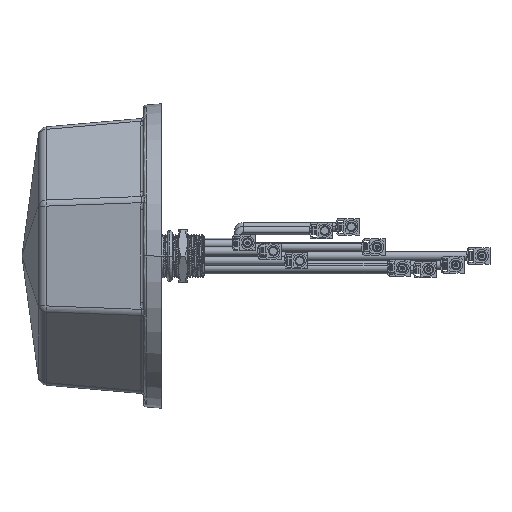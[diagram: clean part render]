
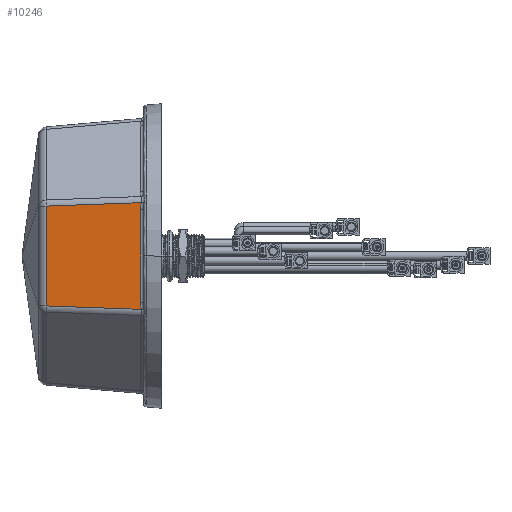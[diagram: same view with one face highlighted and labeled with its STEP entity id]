
A CAD part, left-side view. The second image highlights one B-rep face of the part: STEP entity #10246.
In plain terms, the highlighted planar face has unit normal (-0.996, 0.087, 0).
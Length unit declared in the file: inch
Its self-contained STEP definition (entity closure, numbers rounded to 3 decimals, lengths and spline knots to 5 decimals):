
#725 = CARTESIAN_POINT ( 'NONE',  ( -3.10921, 0.46434, -1.10925 ) ) ;
#1153 = CARTESIAN_POINT ( 'NONE',  ( -3.1091, 0.46562, -1.06804 ) ) ;
#2679 = EDGE_CURVE ( 'NONE', #33227, #26809, #9006, .T. ) ;
#2921 = LINE ( 'NONE', #16675, #40899 ) ;
#4231 = CARTESIAN_POINT ( 'NONE',  ( -3.10933, 0.46301, 1.13264 ) ) ;
#4959 = CARTESIAN_POINT ( 'NONE',  ( -3.10931, 0.46317, -1.13013 ) ) ;
#5608 = DIRECTION ( 'NONE',  ( 0., 0., -1. ) ) ;
#5834 = DIRECTION ( 'NONE',  ( -0.087, -0.996, -0.036 ) ) ;
#6479 = VECTOR ( 'NONE', #6955, 39.37008 ) ;
#6686 = ORIENTED_EDGE ( 'NONE', *, *, #23551, .T. ) ;
#6955 = DIRECTION ( 'NONE',  ( 0., 0., 1. ) ) ;
#7599 = CARTESIAN_POINT ( 'NONE',  ( -3.1091, 0.46562, 1.05094 ) ) ;
#7663 = VERTEX_POINT ( 'NONE', #20975 ) ;
#7682 = CARTESIAN_POINT ( 'NONE',  ( -3.1091, 0.46562, -1.05094 ) ) ;
#8530 = EDGE_CURVE ( 'NONE', #17342, #7663, #2921, .T. ) ;
#9006 = LINE ( 'NONE', #36947, #34356 ) ;
#9211 = CARTESIAN_POINT ( 'NONE',  ( -3.1091, 0.46562, 1.05094 ) ) ;
#10246 = ADVANCED_FACE ( 'NONE', ( #26181 ), #32300, .F. ) ;
#11205 = CARTESIAN_POINT ( 'NONE',  ( -3.10974, 0.45831, 1.1838 ) ) ;
#11380 = CARTESIAN_POINT ( 'NONE',  ( -3.11002, 0.45504, 1.20698 ) ) ;
#11954 = EDGE_CURVE ( 'NONE', #33487, #17342, #14321, .T. ) ;
#12076 = CARTESIAN_POINT ( 'NONE',  ( -2.92351, 2.59901, -1.12972 ) ) ;
#12335 = ORIENTED_EDGE ( 'NONE', *, *, #2679, .T. ) ;
#13703 = CARTESIAN_POINT ( 'NONE',  ( -3.10935, 0.46279, 1.13582 ) ) ;
#13924 = CARTESIAN_POINT ( 'NONE',  ( -3.10955, 0.46039, 1.16441 ) ) ;
#14126 = CARTESIAN_POINT ( 'NONE',  ( -3.11002, 0.45504, -1.20698 ) ) ;
#14321 = B_SPLINE_CURVE_WITH_KNOTS ( 'NONE', 3,
 ( #14614, #14386, #11205, #13924, #21590, #31134, #41856, #13703, #4231, #28165, #21362, #20690, #20923, #35358, #17995, #7599 ),
 .UNSPECIFIED., .F., .F.,
 ( 4, 2, 2, 1, 1, 1, 1, 2, 2, 4 ),
 ( 0., 0.25, 0.375, 0.4375, 0.46875, 0.48438, 0.49219, 0.49609, 0.5, 1. ),
 .UNSPECIFIED. ) ;
#14337 = ORIENTED_EDGE ( 'NONE', *, *, #24770, .F. ) ;
#14386 = CARTESIAN_POINT ( 'NONE',  ( -3.10987, 0.45674, 1.19584 ) ) ;
#14470 = CARTESIAN_POINT ( 'NONE',  ( -3.10973, 0.4584, -1.18496 ) ) ;
#14614 = CARTESIAN_POINT ( 'NONE',  ( -3.11002, 0.45504, 1.20698 ) ) ;
#15388 = CARTESIAN_POINT ( 'NONE',  ( -3.14961, 0., 1.5748 ) ) ;
#16675 = CARTESIAN_POINT ( 'NONE',  ( -3.1091, 0.46562, 1.05094 ) ) ;
#17342 = VERTEX_POINT ( 'NONE', #9211 ) ;
#17857 = CARTESIAN_POINT ( 'NONE',  ( -3.10913, 0.4653, -1.08323 ) ) ;
#17995 = CARTESIAN_POINT ( 'NONE',  ( -3.1091, 0.46562, 1.08465 ) ) ;
#18318 = CARTESIAN_POINT ( 'NONE',  ( -2.98568, 1.88435, 1.15548 ) ) ;
#18326 = ORIENTED_EDGE ( 'NONE', *, *, #25157, .F. ) ;
#18488 = CARTESIAN_POINT ( 'NONE',  ( -3.10919, 0.46461, -1.10311 ) ) ;
#18743 = DIRECTION ( 'NONE',  ( 0., 0., -1. ) ) ;
#20690 = CARTESIAN_POINT ( 'NONE',  ( -3.10931, 0.46319, 1.1299 ) ) ;
#20923 = CARTESIAN_POINT ( 'NONE',  ( -3.10931, 0.46321, 1.12958 ) ) ;
#20975 = CARTESIAN_POINT ( 'NONE',  ( -3.1091, 0.46562, -1.05094 ) ) ;
#21217 = CARTESIAN_POINT ( 'NONE',  ( -3.10931, 0.46319, -1.12983 ) ) ;
#21350 = VERTEX_POINT ( 'NONE', #35381 ) ;
#21362 = CARTESIAN_POINT ( 'NONE',  ( -3.10931, 0.46316, 1.13036 ) ) ;
#21590 = CARTESIAN_POINT ( 'NONE',  ( -3.1095, 0.46103, 1.15773 ) ) ;
#21885 = CARTESIAN_POINT ( 'NONE',  ( -3.10925, 0.46391, -1.11773 ) ) ;
#22113 = CARTESIAN_POINT ( 'NONE',  ( -3.11002, 0.45504, -1.20698 ) ) ;
#22943 = EDGE_LOOP ( 'NONE', ( #6686, #18326, #12335, #14337, #42142, #35081 ) ) ;
#23551 = EDGE_CURVE ( 'NONE', #33487, #21350, #33216, .T. ) ;
#24770 = EDGE_CURVE ( 'NONE', #7663, #26809, #28821, .T. ) ;
#25157 = EDGE_CURVE ( 'NONE', #33227, #21350, #31158, .T. ) ;
#25279 = CARTESIAN_POINT ( 'NONE',  ( -3.1093, 0.46329, -1.12834 ) ) ;
#25488 = CARTESIAN_POINT ( 'NONE',  ( -3.10931, 0.46322, -1.12939 ) ) ;
#26181 = FACE_OUTER_BOUND ( 'NONE', #22943, .T. ) ;
#26809 = VERTEX_POINT ( 'NONE', #14126 ) ;
#27718 = CARTESIAN_POINT ( 'NONE',  ( -2.92351, 2.59901, -1.12972 ) ) ;
#28165 = CARTESIAN_POINT ( 'NONE',  ( -3.10932, 0.46311, 1.13104 ) ) ;
#28376 = AXIS2_PLACEMENT_3D ( 'NONE', #15388, #28925, #18743 ) ;
#28821 = B_SPLINE_CURVE_WITH_KNOTS ( 'NONE', 3,
 ( #7682, #1153, #17857, #18488, #725, #21885, #35630, #35436, #25279, #25488, #21217, #4959, #31635, #39215, #14470, #22113 ),
 .UNSPECIFIED., .F., .F.,
 ( 4, 2, 2, 1, 1, 1, 1, 2, 2, 4 ),
 ( 0., 0.25, 0.375, 0.4375, 0.46875, 0.48438, 0.49219, 0.49609, 0.5, 1. ),
 .UNSPECIFIED. ) ;
#28925 = DIRECTION ( 'NONE',  ( 0.996, -0.087, 0. ) ) ;
#30557 = CARTESIAN_POINT ( 'NONE',  ( -3.11002, 0.45504, 1.20698 ) ) ;
#31134 = CARTESIAN_POINT ( 'NONE',  ( -3.10942, 0.46192, 1.14737 ) ) ;
#31158 = LINE ( 'NONE', #27718, #6479 ) ;
#31635 = CARTESIAN_POINT ( 'NONE',  ( -3.10931, 0.46317, -1.13019 ) ) ;
#32300 = PLANE ( 'NONE',  #28376 ) ;
#33216 = B_SPLINE_CURVE_WITH_KNOTS ( 'NONE', 3,
 ( #30557, #44218, #18318, #39260 ),
 .UNSPECIFIED., .F., .F.,
 ( 4, 4 ),
 ( 0., 1. ),
 .UNSPECIFIED. ) ;
#33227 = VERTEX_POINT ( 'NONE', #12076 ) ;
#33487 = VERTEX_POINT ( 'NONE', #11380 ) ;
#34356 = VECTOR ( 'NONE', #5834, 39.37008 ) ;
#35081 = ORIENTED_EDGE ( 'NONE', *, *, #11954, .F. ) ;
#35358 = CARTESIAN_POINT ( 'NONE',  ( -3.1092, 0.46441, 1.11084 ) ) ;
#35381 = CARTESIAN_POINT ( 'NONE',  ( -2.92351, 2.59901, 1.12972 ) ) ;
#35436 = CARTESIAN_POINT ( 'NONE',  ( -3.10929, 0.46342, -1.12621 ) ) ;
#35630 = CARTESIAN_POINT ( 'NONE',  ( -3.10927, 0.46369, -1.12179 ) ) ;
#36947 = CARTESIAN_POINT ( 'NONE',  ( -2.92351, 2.59901, -1.12972 ) ) ;
#39215 = CARTESIAN_POINT ( 'NONE',  ( -3.10948, 0.46127, -1.15942 ) ) ;
#39260 = CARTESIAN_POINT ( 'NONE',  ( -2.92351, 2.59901, 1.12972 ) ) ;
#40899 = VECTOR ( 'NONE', #5608, 39.37008 ) ;
#41856 = CARTESIAN_POINT ( 'NONE',  ( -3.10939, 0.46234, 1.1421 ) ) ;
#42142 = ORIENTED_EDGE ( 'NONE', *, *, #8530, .F. ) ;
#44218 = CARTESIAN_POINT ( 'NONE',  ( -3.04785, 1.1697, 1.18123 ) ) ;
